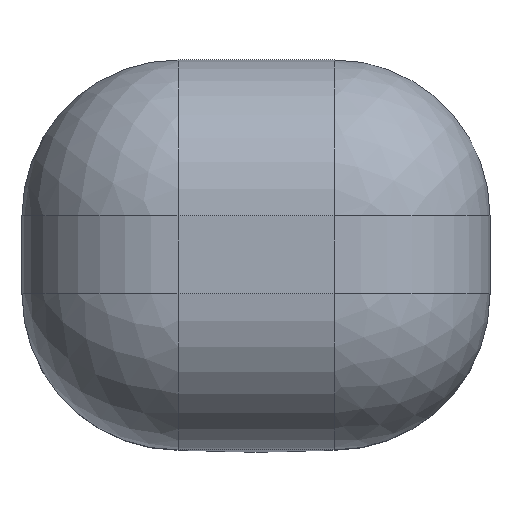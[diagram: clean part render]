
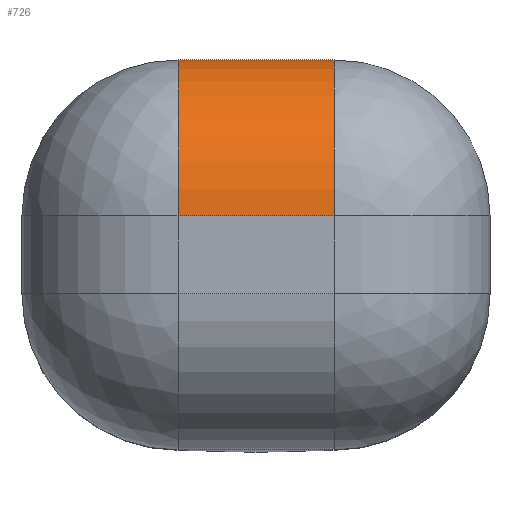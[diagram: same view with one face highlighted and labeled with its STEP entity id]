
A CAD part, top view. The second image highlights one B-rep face of the part: STEP entity #726.
In plain terms, the highlighted cylindrical face has radius 40 mm (diameter 80 mm), a partial arc.
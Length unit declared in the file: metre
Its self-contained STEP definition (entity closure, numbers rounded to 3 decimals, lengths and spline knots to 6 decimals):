
#54=DIRECTION('',(-1.,0.,0.));
#55=VECTOR('',#54,0.04);
#56=CARTESIAN_POINT('',(0.02,0.05,0.154004));
#57=LINE('',#56,#55);
#188=CARTESIAN_POINT('',(-0.02,0.01,0.154004));
#189=DIRECTION('',(-1.,0.,0.));
#190=DIRECTION('',(0.,0.,1.));
#191=AXIS2_PLACEMENT_3D('',#188,#189,#190);
#193=DIRECTION('',(-1.,0.,0.));
#194=VECTOR('',#193,0.04);
#195=CARTESIAN_POINT('',(0.02,0.01,0.194004));
#196=LINE('',#195,#194);
#219=CARTESIAN_POINT('',(0.02,0.01,0.154004));
#220=DIRECTION('',(1.,0.,0.));
#221=DIRECTION('',(0.,1.,0.));
#222=AXIS2_PLACEMENT_3D('',#219,#220,#221);
#325=CARTESIAN_POINT('',(0.02,0.05,0.154004));
#326=CARTESIAN_POINT('',(-0.02,0.05,0.154004));
#327=VERTEX_POINT('',#325);
#328=VERTEX_POINT('',#326);
#329=CARTESIAN_POINT('',(0.02,0.01,0.194004));
#330=CARTESIAN_POINT('',(-0.02,0.01,0.194004));
#331=VERTEX_POINT('',#329);
#332=VERTEX_POINT('',#330);
#714=CARTESIAN_POINT('',(0.216432,0.01,0.154004));
#715=DIRECTION('',(-1.,0.,0.));
#716=DIRECTION('',(0.,0.,1.));
#717=AXIS2_PLACEMENT_3D('',#714,#715,#716);
#718=CYLINDRICAL_SURFACE('',#717,0.04);
#719=ORIENTED_EDGE('',*,*,#470,.F.);
#721=ORIENTED_EDGE('',*,*,#720,.T.);
#722=ORIENTED_EDGE('',*,*,#704,.T.);
#723=ORIENTED_EDGE('',*,*,#680,.T.);
#724=EDGE_LOOP('',(#719,#721,#722,#723));
#725=FACE_OUTER_BOUND('',#724,.F.);
#726=ADVANCED_FACE('',(#725),#718,.T.);
#192=CIRCLE('',#191,0.04);
#223=CIRCLE('',#222,0.04);
#470=EDGE_CURVE('',#327,#328,#57,.T.);
#680=EDGE_CURVE('',#332,#328,#192,.T.);
#704=EDGE_CURVE('',#331,#332,#196,.T.);
#720=EDGE_CURVE('',#327,#331,#223,.T.);
